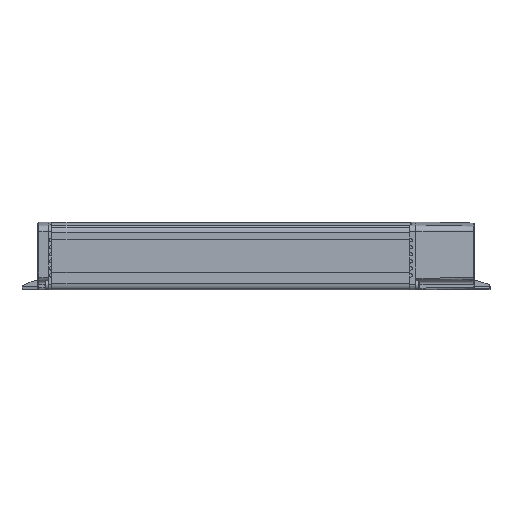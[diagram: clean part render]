
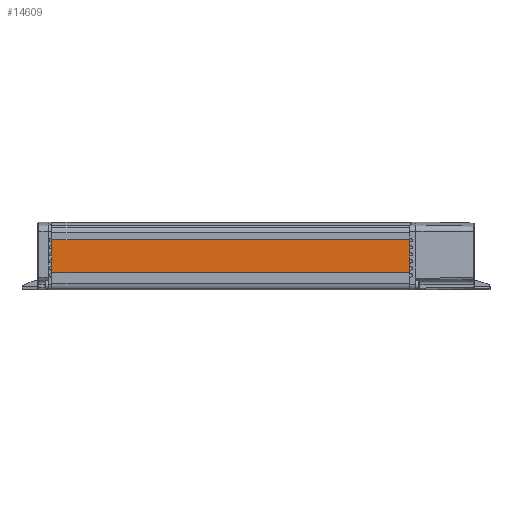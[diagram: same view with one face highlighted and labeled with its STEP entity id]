
A CAD part, front view. The second image highlights one B-rep face of the part: STEP entity #14609.
In plain terms, the highlighted planar face has unit normal (0, -1, 0).
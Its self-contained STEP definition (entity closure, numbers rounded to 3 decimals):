
#1617 = CARTESIAN_POINT ( 'NONE',  ( 2., -7.65, 2.492 ) ) ;
#3612 = PLANE ( 'NONE',  #6405 ) ;
#6405 = AXIS2_PLACEMENT_3D ( 'NONE', #14507, #32905, #7311 ) ;
#7061 = VECTOR ( 'NONE', #9873, 1000. ) ;
#7311 = DIRECTION ( 'NONE',  ( 0., 0., -1. ) ) ;
#7807 = DIRECTION ( 'NONE',  ( 0., 0., -1. ) ) ;
#9873 = DIRECTION ( 'NONE',  ( 0., 0., -1. ) ) ;
#10048 = CARTESIAN_POINT ( 'NONE',  ( -17.388, -7.65, 2.492 ) ) ;
#10538 = CARTESIAN_POINT ( 'NONE',  ( 2., -7.65, 21.068 ) ) ;
#11159 = ORIENTED_EDGE ( 'NONE', *, *, #13016, .F. ) ;
#12064 = ORIENTED_EDGE ( 'NONE', *, *, #17213, .T. ) ;
#12779 = DIRECTION ( 'NONE',  ( -1., 0., 0. ) ) ;
#13016 = EDGE_CURVE ( 'NONE', #35343, #44025, #22806, .T. ) ;
#13202 = VECTOR ( 'NONE', #36389, 1000. ) ;
#13226 = LINE ( 'NONE', #23702, #21359 ) ;
#14507 = CARTESIAN_POINT ( 'NONE',  ( -17.388, -7.65, 21.43 ) ) ;
#14609 = ADVANCED_FACE ( 'NONE', ( #33245 ), #3612, .T. ) ;
#14988 = CARTESIAN_POINT ( 'NONE',  ( 2., -7.65, 21.43 ) ) ;
#16494 = CARTESIAN_POINT ( 'NONE',  ( 205., -7.65, 21.068 ) ) ;
#17213 = EDGE_CURVE ( 'NONE', #21995, #29463, #21710, .T. ) ;
#20369 = ORIENTED_EDGE ( 'NONE', *, *, #42635, .T. ) ;
#21169 = EDGE_LOOP ( 'NONE', ( #11159, #23520, #12064, #20369 ) ) ;
#21359 = VECTOR ( 'NONE', #12779, 1000. ) ;
#21710 = LINE ( 'NONE', #14988, #43289 ) ;
#21995 = VERTEX_POINT ( 'NONE', #10538 ) ;
#22806 = LINE ( 'NONE', #43461, #7061 ) ;
#23520 = ORIENTED_EDGE ( 'NONE', *, *, #44634, .T. ) ;
#23702 = CARTESIAN_POINT ( 'NONE',  ( -17.388, -7.65, 21.068 ) ) ;
#26609 = LINE ( 'NONE', #10048, #13202 ) ;
#29463 = VERTEX_POINT ( 'NONE', #1617 ) ;
#32905 = DIRECTION ( 'NONE',  ( 0., -1., 0. ) ) ;
#33245 = FACE_OUTER_BOUND ( 'NONE', #21169, .T. ) ;
#35343 = VERTEX_POINT ( 'NONE', #16494 ) ;
#36389 = DIRECTION ( 'NONE',  ( 1., 0., 0. ) ) ;
#42635 = EDGE_CURVE ( 'NONE', #29463, #44025, #26609, .T. ) ;
#43289 = VECTOR ( 'NONE', #7807, 1000. ) ;
#43461 = CARTESIAN_POINT ( 'NONE',  ( 205., -7.65, 11.78 ) ) ;
#43636 = CARTESIAN_POINT ( 'NONE',  ( 205., -7.65, 2.492 ) ) ;
#44025 = VERTEX_POINT ( 'NONE', #43636 ) ;
#44634 = EDGE_CURVE ( 'NONE', #35343, #21995, #13226, .T. ) ;
